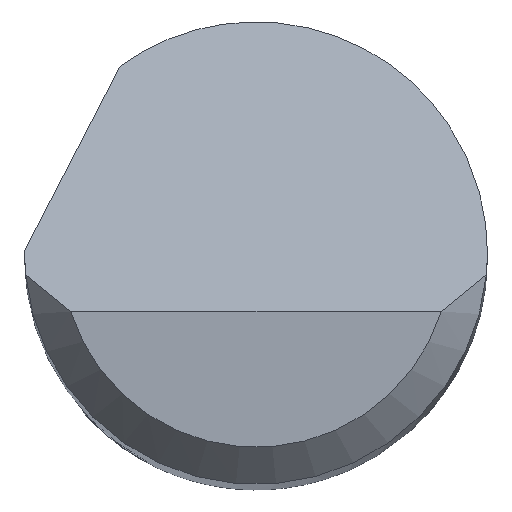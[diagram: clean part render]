
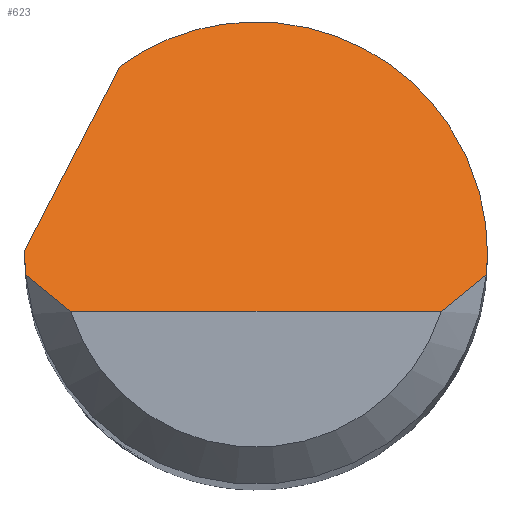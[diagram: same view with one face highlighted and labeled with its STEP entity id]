
A CAD part, top view. The second image highlights one B-rep face of the part: STEP entity #623.
In plain terms, the highlighted planar face has unit normal (0, 0.707, 0.707).
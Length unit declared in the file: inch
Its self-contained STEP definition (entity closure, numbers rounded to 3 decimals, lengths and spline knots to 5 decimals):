
#4 = CARTESIAN_POINT ( 'NONE',  ( 0.09375, 0.08754, 1.38871 ) ) ;
#40 = EDGE_CURVE ( 'NONE', #202, #215, #477, .T. ) ;
#64 = EDGE_CURVE ( 'NONE', #559, #540, #261, .T. ) ;
#85 = B_SPLINE_CURVE_WITH_KNOTS ( 'NONE', 3,
 ( #659, #452, #515, #184 ),
 .UNSPECIFIED., .F., .F.,
 ( 4, 4 ),
 ( 0., 0.00071 ),
 .UNSPECIFIED. ) ;
#106 = CARTESIAN_POINT ( 'NONE',  ( 0.09334, -0.00875, 1.485 ) ) ;
#112 = CARTESIAN_POINT ( 'NONE',  ( -0.09375, 0.00033, 1.47592 ) ) ;
#119 = EDGE_CURVE ( 'NONE', #540, #264, #652, .T. ) ;
#124 = CARTESIAN_POINT ( 'NONE',  ( -0.07508, -0.02375, 1.5 ) ) ;
#130 = CARTESIAN_POINT ( 'NONE',  ( -0.05508, 0.07587, 1.40038 ) ) ;
#134 = CARTESIAN_POINT ( 'NONE',  ( 0.09375, 0., 1.47625 ) ) ;
#137 = DIRECTION ( 'NONE',  ( 0., -0.707, -0.707 ) ) ;
#157 = ORIENTED_EDGE ( 'NONE', *, *, #262, .F. ) ;
#159 = LINE ( 'NONE', #772, #498 ) ;
#174 = DIRECTION ( 'NONE',  ( 1., 0., 0. ) ) ;
#184 = CARTESIAN_POINT ( 'NONE',  ( -0.07508, -0.02375, 1.5 ) ) ;
#198 = VERTEX_POINT ( 'NONE', #292 ) ;
#201 = CARTESIAN_POINT ( 'NONE',  ( -0.10502, -0.02084, 1.49709 ) ) ;
#202 = VERTEX_POINT ( 'NONE', #765 ) ;
#206 = DIRECTION ( 'NONE',  ( 0.343, 0.664, -0.664 ) ) ;
#208 = ORIENTED_EDGE ( 'NONE', *, *, #213, .F. ) ;
#212 = CARTESIAN_POINT ( 'NONE',  ( -0.09361, -0.00584, 1.48209 ) ) ;
#213 = EDGE_CURVE ( 'NONE', #264, #215, #795, .T. ) ;
#215 = VERTEX_POINT ( 'NONE', #645 ) ;
#218 = CARTESIAN_POINT ( 'NONE',  ( 0.08157, -0.019, 1.49525 ) ) ;
#261 = LINE ( 'NONE', #201, #363 ) ;
#262 = EDGE_CURVE ( 'NONE', #198, #689, #526, .T. ) ;
#264 = VERTEX_POINT ( 'NONE', #288 ) ;
#269 = DIRECTION ( 'NONE',  ( 0., 0.707, -0.707 ) ) ;
#278 = CARTESIAN_POINT ( 'NONE',  ( 0.01576, 0.12729, 1.34896 ) ) ;
#288 = CARTESIAN_POINT ( 'NONE',  ( 0.09375, 0., 1.47625 ) ) ;
#292 = CARTESIAN_POINT ( 'NONE',  ( -0.09334, -0.00875, 1.485 ) ) ;
#342 = ORIENTED_EDGE ( 'NONE', *, *, #812, .T. ) ;
#357 = EDGE_CURVE ( 'NONE', #198, #457, #85, .T. ) ;
#363 = VECTOR ( 'NONE', #206, 39.37008 ) ;
#368 = CARTESIAN_POINT ( 'NONE',  ( -0.09334, -0.00875, 1.485 ) ) ;
#376 = CARTESIAN_POINT ( 'NONE',  ( -0.09375, 0.00067, 1.47558 ) ) ;
#398 = EDGE_CURVE ( 'NONE', #689, #559, #670, .T. ) ;
#400 = CARTESIAN_POINT ( 'NONE',  ( -0.09374, 0.001, 1.47525 ) ) ;
#430 = CARTESIAN_POINT ( 'NONE',  ( 0.09375, -0.00292, 1.47917 ) ) ;
#445 = CARTESIAN_POINT ( 'NONE',  ( 0.07508, -0.02375, 1.5 ) ) ;
#452 = CARTESIAN_POINT ( 'NONE',  ( -0.08761, -0.01397, 1.49022 ) ) ;
#455 = EDGE_LOOP ( 'NONE', ( #342, #488, #208, #621, #852, #525, #157, #552 ) ) ;
#457 = VERTEX_POINT ( 'NONE', #124 ) ;
#477 = B_SPLINE_CURVE_WITH_KNOTS ( 'NONE', 3,
 ( #445, #218, #494, #756 ),
 .UNSPECIFIED., .F., .F.,
 ( 4, 4 ),
 ( 0., 0.00071 ),
 .UNSPECIFIED. ) ;
#488 = ORIENTED_EDGE ( 'NONE', *, *, #40, .T. ) ;
#489 = CARTESIAN_POINT ( 'NONE',  ( -0.09375, -0.00292, 1.47917 ) ) ;
#492 = CARTESIAN_POINT ( 'NONE',  ( -0.09375, -0.02375, 1.5 ) ) ;
#494 = CARTESIAN_POINT ( 'NONE',  ( 0.08761, -0.01397, 1.49022 ) ) ;
#498 = VECTOR ( 'NONE', #174, 39.37008 ) ;
#515 = CARTESIAN_POINT ( 'NONE',  ( -0.08157, -0.019, 1.49525 ) ) ;
#525 = ORIENTED_EDGE ( 'NONE', *, *, #398, .F. ) ;
#526 =( BOUNDED_CURVE ( )  B_SPLINE_CURVE ( 3, ( #368, #212, #489, #830 ),
 .UNSPECIFIED., .F., .T. ) 
 B_SPLINE_CURVE_WITH_KNOTS ( ( 4, 4 ),
 ( 4.61892, 4.71239 ),
 .UNSPECIFIED. ) 
 CURVE ( )  GEOMETRIC_REPRESENTATION_ITEM ( )  RATIONAL_B_SPLINE_CURVE ( ( 1., 0.999, 0.999, 1. ) ) 
 REPRESENTATION_ITEM ( '' )  );
#540 = VERTEX_POINT ( 'NONE', #757 ) ;
#542 = PLANE ( 'NONE',  #661 ) ;
#552 = ORIENTED_EDGE ( 'NONE', *, *, #357, .T. ) ;
#559 = VERTEX_POINT ( 'NONE', #643 ) ;
#618 = CARTESIAN_POINT ( 'NONE',  ( -0.09375, 0., 1.47625 ) ) ;
#621 = ORIENTED_EDGE ( 'NONE', *, *, #119, .F. ) ;
#623 = ADVANCED_FACE ( 'NONE', ( #735 ), #542, .F. ) ;
#643 = CARTESIAN_POINT ( 'NONE',  ( -0.09374, 0.001, 1.47525 ) ) ;
#645 = CARTESIAN_POINT ( 'NONE',  ( 0.09334, -0.00875, 1.485 ) ) ;
#647 = CARTESIAN_POINT ( 'NONE',  ( -0.09375, 0., 1.47625 ) ) ;
#652 =( BOUNDED_CURVE ( )  B_SPLINE_CURVE ( 3, ( #130, #278, #4, #134 ),
 .UNSPECIFIED., .F., .F. ) 
 B_SPLINE_CURVE_WITH_KNOTS ( ( 4, 4 ),
 ( 5.65523, 7.85398 ),
 .UNSPECIFIED. ) 
 CURVE ( )  GEOMETRIC_REPRESENTATION_ITEM ( )  RATIONAL_B_SPLINE_CURVE ( ( 1., 0.636, 0.636, 1. ) ) 
 REPRESENTATION_ITEM ( '' )  );
#659 = CARTESIAN_POINT ( 'NONE',  ( -0.09334, -0.00875, 1.485 ) ) ;
#661 = AXIS2_PLACEMENT_3D ( 'NONE', #492, #137, #269 ) ;
#670 =( BOUNDED_CURVE ( )  B_SPLINE_CURVE ( 3, ( #647, #112, #376, #400 ),
 .UNSPECIFIED., .F., .T. ) 
 B_SPLINE_CURVE_WITH_KNOTS ( ( 4, 4 ),
 ( 4.71239, 4.72306 ),
 .UNSPECIFIED. ) 
 CURVE ( )  GEOMETRIC_REPRESENTATION_ITEM ( )  RATIONAL_B_SPLINE_CURVE ( ( 1., 1., 1., 1. ) ) 
 REPRESENTATION_ITEM ( '' )  );
#689 = VERTEX_POINT ( 'NONE', #618 ) ;
#707 = CARTESIAN_POINT ( 'NONE',  ( 0.09361, -0.00584, 1.48209 ) ) ;
#735 = FACE_OUTER_BOUND ( 'NONE', #455, .T. ) ;
#756 = CARTESIAN_POINT ( 'NONE',  ( 0.09334, -0.00875, 1.485 ) ) ;
#757 = CARTESIAN_POINT ( 'NONE',  ( -0.05508, 0.07587, 1.40038 ) ) ;
#765 = CARTESIAN_POINT ( 'NONE',  ( 0.07508, -0.02375, 1.5 ) ) ;
#772 = CARTESIAN_POINT ( 'NONE',  ( 0., -0.02375, 1.5 ) ) ;
#795 =( BOUNDED_CURVE ( )  B_SPLINE_CURVE ( 3, ( #825, #430, #707, #106 ),
 .UNSPECIFIED., .F., .F. ) 
 B_SPLINE_CURVE_WITH_KNOTS ( ( 4, 4 ),
 ( 1.5708, 1.66427 ),
 .UNSPECIFIED. ) 
 CURVE ( )  GEOMETRIC_REPRESENTATION_ITEM ( )  RATIONAL_B_SPLINE_CURVE ( ( 1., 0.999, 0.999, 1. ) ) 
 REPRESENTATION_ITEM ( '' )  );
#812 = EDGE_CURVE ( 'NONE', #457, #202, #159, .T. ) ;
#825 = CARTESIAN_POINT ( 'NONE',  ( 0.09375, 0., 1.47625 ) ) ;
#830 = CARTESIAN_POINT ( 'NONE',  ( -0.09375, 0., 1.47625 ) ) ;
#852 = ORIENTED_EDGE ( 'NONE', *, *, #64, .F. ) ;
